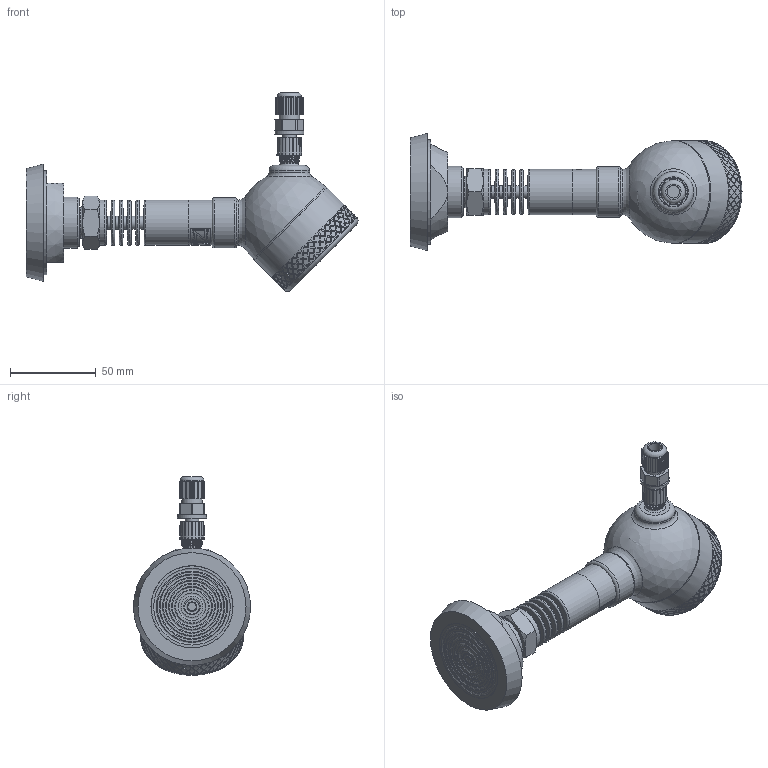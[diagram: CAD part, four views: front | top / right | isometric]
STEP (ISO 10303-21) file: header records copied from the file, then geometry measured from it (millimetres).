
FILE_DESCRIPTION(/* description */ (''),/* implementation_level */ '2;1');
FILE_NAME(/* name */ 'APZ3420sFH_TapperDN50_radiator_3.step',/* time_stamp */ '2021-07-08T16:28:33+03:00',/* author */ (''),/* organization */ (''),/* preprocessor_version */ 'ST-DEVELOPER v18.1',/* originating_system */ 'Autodesk Translation Framework v10.9.0.1377',/* authorisation */ '');
FILE_SCHEMA (('AUTOMOTIVE_DESIGN { 1 0 10303 214 3 1 1 }'));
Products named in the file (8): АПЗ 3420s заполненный 
+ полевой корпус; G1\2EN radiator; Tapper socket DN50 diaphragm 48 v2 (1); Заполненный полевой 
корпус v13; Main body; Cover without display; M12x1 adapter; M12x1 female straight v9
Assembly tree (7 placements, depth 3):
  АПЗ 3420s заполненный 
+ полевой корпус
    G1\2EN radiator
    Tapper socket DN50 diaphragm 48 v2 (1)
    Заполненный полевой 
корпус v13
      Main body
      Cover without display
      M12x1 adapter
      M12x1 female straight v9
Bounding box: 194.02 x 68.5 x 116.18 mm (x, y, z)
Volume: 308026.5 mm3; surface area: 59095.6 mm2
Topology: 8 solids, 8 shells, 1635 faces, 4028 edges, 2670 vertices
Faces by surface type: bspline 930, cylinder 319, plane 290, torus 50, cone 45, sphere 1
Full cylindrical faces by diameter (mm): 1 x4, 2 x1, 3 x1, 3.3 x1, 5 x1, 6 x3, 7 x1, 7.3 x1, 7.5 x5, 8 x3, 9.3 x1, 10.293 x1, 10.5 x2, 10.741 x7, 11.884 x6, 12 x1, 14 x1, 16.7 x1, 17 x1, 17.5 x1, 18 x1, 18.631 x6, 19.7 x1, 20.955 x7, 21.6 x1, 21.767 x1, 22 x1, 22.4 x1, 22.5 x1, 23.6 x1
Entity records: 72996 total; most frequent: CARTESIAN_POINT 41428, ORIENTED_EDGE 8054, EDGE_CURVE 4027, DIRECTION 3419, VERTEX_POINT 2670, B_SPLINE_CURVE_WITH_KNOTS 2625, EDGE_LOOP 1903, FACE_OUTER_BOUND 1635
